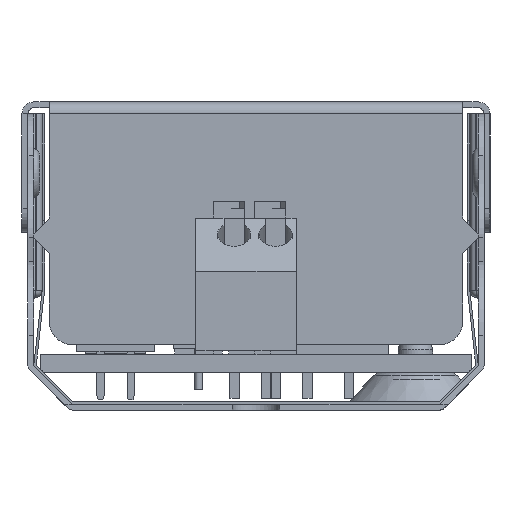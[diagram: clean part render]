
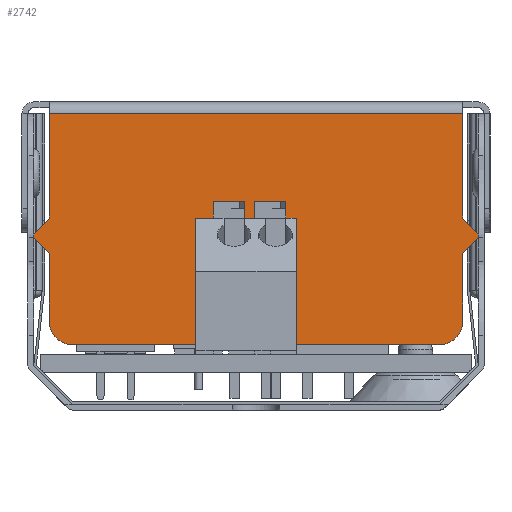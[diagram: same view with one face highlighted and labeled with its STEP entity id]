
A CAD part, left-side view. The second image highlights one B-rep face of the part: STEP entity #2742.
In plain terms, the highlighted planar face has unit normal (-1, 0, 0).
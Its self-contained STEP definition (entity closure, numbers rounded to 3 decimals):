
#2742=ADVANCED_FACE('',(#7006),#7008,.T.);
#7006=FACE_BOUND('',#7007,.T.);
#7007=EDGE_LOOP('',(#12354,#12355,#12356,#12357,#12358,#12359,#12360,#12361,#12362,
#12363,#12364,#12365,#12366,#12367));
#7008=PLANE('',#7009);
#7009=AXIS2_PLACEMENT_3D('',#7010,#7011,#7012);
#7010=CARTESIAN_POINT('',(-72.5,-17.45,5.5));
#7011=DIRECTION('',(-1.,0.,0.));
#7012=DIRECTION('',(0.,0.,1.));
#12354=ORIENTED_EDGE('',*,*,#15726,.F.);
#12355=ORIENTED_EDGE('',*,*,#15727,.F.);
#12356=ORIENTED_EDGE('',*,*,#15728,.F.);
#12357=ORIENTED_EDGE('',*,*,#15729,.T.);
#12358=ORIENTED_EDGE('',*,*,#15730,.T.);
#12359=ORIENTED_EDGE('',*,*,#15318,.T.);
#12360=ORIENTED_EDGE('',*,*,#15725,.T.);
#12361=ORIENTED_EDGE('',*,*,#15731,.T.);
#12362=ORIENTED_EDGE('',*,*,#15732,.T.);
#12363=ORIENTED_EDGE('',*,*,#15733,.F.);
#12364=ORIENTED_EDGE('',*,*,#15734,.T.);
#12365=ORIENTED_EDGE('',*,*,#15735,.T.);
#12366=ORIENTED_EDGE('',*,*,#15736,.T.);
#12367=ORIENTED_EDGE('',*,*,#15737,.F.);
#15318=EDGE_CURVE('',#18436,#18434,#18437,.T.);
#15725=EDGE_CURVE('',#18434,#19076,#19078,.T.);
#15726=EDGE_CURVE('',#19079,#19080,#19081,.F.);
#15727=EDGE_CURVE('',#19082,#19079,#19083,.T.);
#15728=EDGE_CURVE('',#19084,#19082,#19085,.F.);
#15729=EDGE_CURVE('',#19084,#19086,#19087,.T.);
#15730=EDGE_CURVE('',#19086,#18436,#19088,.T.);
#15731=EDGE_CURVE('',#19076,#19089,#19090,.T.);
#15732=EDGE_CURVE('',#19089,#19091,#19092,.T.);
#15733=EDGE_CURVE('',#19093,#19091,#19094,.T.);
#15734=EDGE_CURVE('',#19093,#19095,#19096,.T.);
#15735=EDGE_CURVE('',#19095,#19097,#19098,.T.);
#15736=EDGE_CURVE('',#19097,#19099,#19100,.T.);
#15737=EDGE_CURVE('',#19080,#19099,#19101,.T.);
#18434=VERTEX_POINT('',#25021);
#18436=VERTEX_POINT('',#25025);
#18437=LINE('',#25026,#25027);
#19076=VERTEX_POINT('',#26665);
#19078=LINE('',#26669,#26670);
#19079=VERTEX_POINT('',#26672);
#19080=VERTEX_POINT('',#26673);
#19081=CIRCLE('',#26674,2.);
#19082=VERTEX_POINT('',#26678);
#19083=LINE('',#26679,#26680);
#19084=VERTEX_POINT('',#26682);
#19085=CIRCLE('',#26683,2.);
#19086=VERTEX_POINT('',#26687);
#19087=LINE('',#26688,#26689);
#19088=LINE('',#26691,#26692);
#19089=VERTEX_POINT('',#26694);
#19090=LINE('',#26695,#26696);
#19091=VERTEX_POINT('',#26698);
#19092=LINE('',#26699,#26700);
#19093=VERTEX_POINT('',#26702);
#19094=LINE('',#26703,#26704);
#19095=VERTEX_POINT('',#26706);
#19096=LINE('',#26707,#26708);
#19097=VERTEX_POINT('',#26710);
#19098=LINE('',#26711,#26712);
#19099=VERTEX_POINT('',#26714);
#19100=LINE('',#26715,#26716);
#19101=LINE('',#26718,#26719);
#25021=CARTESIAN_POINT('',(-72.5,-18.75,14.814));
#25025=CARTESIAN_POINT('',(-72.5,-18.75,14.6));
#25026=CARTESIAN_POINT('',(-72.5,-18.75,14.6));
#25027=VECTOR('',#25028,1.);
#25028=DIRECTION('',(0.,0.,1.));
#26665=CARTESIAN_POINT('',(-72.5,-17.45,16.207));
#26669=CARTESIAN_POINT('',(-72.5,-18.75,14.814));
#26670=VECTOR('',#26671,1.);
#26671=DIRECTION('',(0.,0.682,0.731));
#26672=CARTESIAN_POINT('',(-72.5,15.45,5.5));
#26673=CARTESIAN_POINT('',(-72.5,17.45,7.5));
#26674=AXIS2_PLACEMENT_3D('',#26675,#26676,#26677);
#26675=CARTESIAN_POINT('',(-72.5,15.45,7.5));
#26676=DIRECTION('',(-1.,0.,0.));
#26677=DIRECTION('',(0.,1.,0.));
#26678=CARTESIAN_POINT('',(-72.5,-15.45,5.5));
#26679=CARTESIAN_POINT('',(-72.5,-15.45,5.5));
#26680=VECTOR('',#26681,1.);
#26681=DIRECTION('',(0.,1.,0.));
#26682=CARTESIAN_POINT('',(-72.5,-17.45,7.5));
#26683=AXIS2_PLACEMENT_3D('',#26684,#26685,#26686);
#26684=CARTESIAN_POINT('',(-72.5,-15.45,7.5));
#26685=DIRECTION('',(-1.,0.,0.));
#26686=DIRECTION('',(0.,0.,-1.));
#26687=CARTESIAN_POINT('',(-72.5,-17.45,13.207));
#26688=CARTESIAN_POINT('',(-72.5,-17.45,7.5));
#26689=VECTOR('',#26690,1.);
#26690=DIRECTION('',(0.,0.,1.));
#26691=CARTESIAN_POINT('',(-72.5,-17.45,13.207));
#26692=VECTOR('',#26693,1.);
#26693=DIRECTION('',(0.,-0.682,0.731));
#26694=CARTESIAN_POINT('',(-72.5,-17.45,25.));
#26695=CARTESIAN_POINT('',(-72.5,-17.45,16.207));
#26696=VECTOR('',#26697,1.);
#26697=DIRECTION('',(0.,0.,1.));
#26698=CARTESIAN_POINT('',(-72.5,17.45,25.));
#26699=CARTESIAN_POINT('',(-72.5,-17.45,25.));
#26700=VECTOR('',#26701,1.);
#26701=DIRECTION('',(0.,1.,0.));
#26702=CARTESIAN_POINT('',(-72.5,17.45,16.207));
#26703=CARTESIAN_POINT('',(-72.5,17.45,16.207));
#26704=VECTOR('',#26705,1.);
#26705=DIRECTION('',(0.,0.,1.));
#26706=CARTESIAN_POINT('',(-72.5,18.75,14.814));
#26707=CARTESIAN_POINT('',(-72.5,17.45,16.207));
#26708=VECTOR('',#26709,1.);
#26709=DIRECTION('',(0.,0.682,-0.731));
#26710=CARTESIAN_POINT('',(-72.5,18.75,14.6));
#26711=CARTESIAN_POINT('',(-72.5,18.75,14.814));
#26712=VECTOR('',#26713,1.);
#26713=DIRECTION('',(0.,0.,-1.));
#26714=CARTESIAN_POINT('',(-72.5,17.45,13.207));
#26715=CARTESIAN_POINT('',(-72.5,18.75,14.6));
#26716=VECTOR('',#26717,1.);
#26717=DIRECTION('',(0.,-0.682,-0.731));
#26718=CARTESIAN_POINT('',(-72.5,17.45,7.5));
#26719=VECTOR('',#26720,1.);
#26720=DIRECTION('',(0.,0.,1.));
